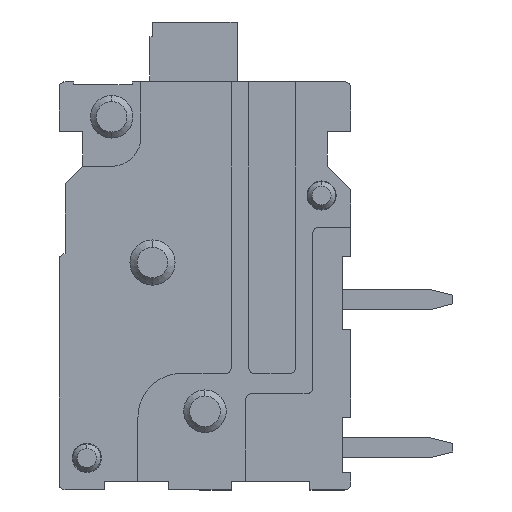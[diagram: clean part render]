
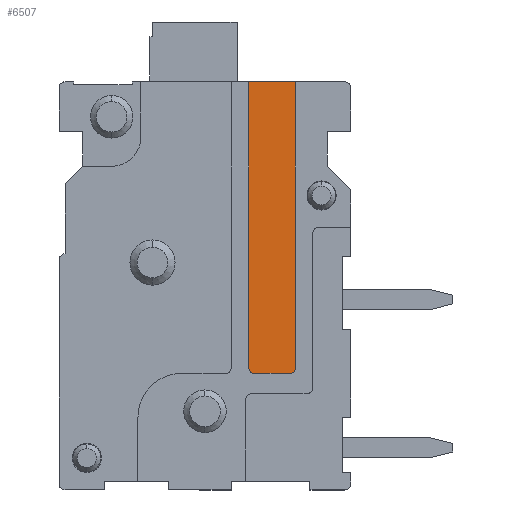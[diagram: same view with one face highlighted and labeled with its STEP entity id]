
A CAD part, left-side view. The second image highlights one B-rep face of the part: STEP entity #6507.
In plain terms, the highlighted face is planar.
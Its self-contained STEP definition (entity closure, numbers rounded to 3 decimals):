
#115 = CARTESIAN_POINT ( 'NONE',  ( 7.9, 4.2, 3.54 ) ) ;
#160 = CIRCLE ( 'NONE', #7111, 0.2 ) ;
#713 = EDGE_CURVE ( 'NONE', #5992, #1051, #160, .T. ) ;
#725 = DIRECTION ( 'NONE',  ( 0., 0., 1. ) ) ;
#728 = CARTESIAN_POINT ( 'NONE',  ( 6.5, 14., 3.54 ) ) ;
#892 = VERTEX_POINT ( 'NONE', #10155 ) ;
#1051 = VERTEX_POINT ( 'NONE', #11674 ) ;
#1228 = EDGE_CURVE ( 'NONE', #8437, #12246, #8777, .T. ) ;
#1688 = CARTESIAN_POINT ( 'NONE',  ( 7.9, 4., 3.54 ) ) ;
#1762 = DIRECTION ( 'NONE',  ( 1., 0., 0. ) ) ;
#2813 = DIRECTION ( 'NONE',  ( 0., -1., 0. ) ) ;
#2932 = ORIENTED_EDGE ( 'NONE', *, *, #11182, .T. ) ;
#3220 = CARTESIAN_POINT ( 'NONE',  ( 6.5, 14., 3.54 ) ) ;
#3334 = EDGE_CURVE ( 'NONE', #12246, #5992, #8272, .T. ) ;
#3364 = EDGE_LOOP ( 'NONE', ( #5346, #7591, #6906, #11562, #2932, #11939 ) ) ;
#3586 = DIRECTION ( 'NONE',  ( 1., 0., 0. ) ) ;
#3748 = EDGE_CURVE ( 'NONE', #1051, #5746, #7869, .T. ) ;
#3772 = VECTOR ( 'NONE', #8098, 1000. ) ;
#3909 = VECTOR ( 'NONE', #6051, 1000. ) ;
#4285 = CARTESIAN_POINT ( 'NONE',  ( 6.7, 4., 3.54 ) ) ;
#4492 = DIRECTION ( 'NONE',  ( -1., 0., 0. ) ) ;
#4722 = AXIS2_PLACEMENT_3D ( 'NONE', #11439, #9534, #1762 ) ;
#5135 = LINE ( 'NONE', #3220, #3772 ) ;
#5247 = PLANE ( 'NONE',  #4722 ) ;
#5346 = ORIENTED_EDGE ( 'NONE', *, *, #3334, .T. ) ;
#5465 = LINE ( 'NONE', #728, #6707 ) ;
#5671 = EDGE_CURVE ( 'NONE', #892, #5746, #5465, .T. ) ;
#5746 = VERTEX_POINT ( 'NONE', #11473 ) ;
#5992 = VERTEX_POINT ( 'NONE', #1688 ) ;
#6051 = DIRECTION ( 'NONE',  ( 0., 1., 0. ) ) ;
#6191 = FACE_OUTER_BOUND ( 'NONE', #3364, .T. ) ;
#6507 = ADVANCED_FACE ( 'NONE', ( #6191 ), #5247, .T. ) ;
#6609 = DIRECTION ( 'NONE',  ( 0., 0., 1. ) ) ;
#6707 = VECTOR ( 'NONE', #3586, 1000. ) ;
#6810 = CARTESIAN_POINT ( 'NONE',  ( 6.5, 4.2, 3.54 ) ) ;
#6906 = ORIENTED_EDGE ( 'NONE', *, *, #3748, .T. ) ;
#7111 = AXIS2_PLACEMENT_3D ( 'NONE', #115, #6609, #2813 ) ;
#7591 = ORIENTED_EDGE ( 'NONE', *, *, #713, .T. ) ;
#7869 = LINE ( 'NONE', #11725, #3909 ) ;
#8098 = DIRECTION ( 'NONE',  ( 0., -1., 0. ) ) ;
#8272 = LINE ( 'NONE', #4285, #11833 ) ;
#8437 = VERTEX_POINT ( 'NONE', #6810 ) ;
#8777 = CIRCLE ( 'NONE', #11025, 0.2 ) ;
#9300 = CARTESIAN_POINT ( 'NONE',  ( 6.7, 4.2, 3.54 ) ) ;
#9534 = DIRECTION ( 'NONE',  ( 0., 0., 1. ) ) ;
#10113 = DIRECTION ( 'NONE',  ( 1., 0., 0. ) ) ;
#10155 = CARTESIAN_POINT ( 'NONE',  ( 6.5, 14., 3.54 ) ) ;
#11025 = AXIS2_PLACEMENT_3D ( 'NONE', #9300, #725, #4492 ) ;
#11182 = EDGE_CURVE ( 'NONE', #892, #8437, #5135, .T. ) ;
#11439 = CARTESIAN_POINT ( 'NONE',  ( 0., 0., 3.54 ) ) ;
#11473 = CARTESIAN_POINT ( 'NONE',  ( 8.1, 14., 3.54 ) ) ;
#11562 = ORIENTED_EDGE ( 'NONE', *, *, #5671, .F. ) ;
#11595 = CARTESIAN_POINT ( 'NONE',  ( 6.7, 4., 3.54 ) ) ;
#11674 = CARTESIAN_POINT ( 'NONE',  ( 8.1, 4.2, 3.54 ) ) ;
#11725 = CARTESIAN_POINT ( 'NONE',  ( 8.1, 4.2, 3.54 ) ) ;
#11833 = VECTOR ( 'NONE', #10113, 1000. ) ;
#11939 = ORIENTED_EDGE ( 'NONE', *, *, #1228, .T. ) ;
#12246 = VERTEX_POINT ( 'NONE', #11595 ) ;
